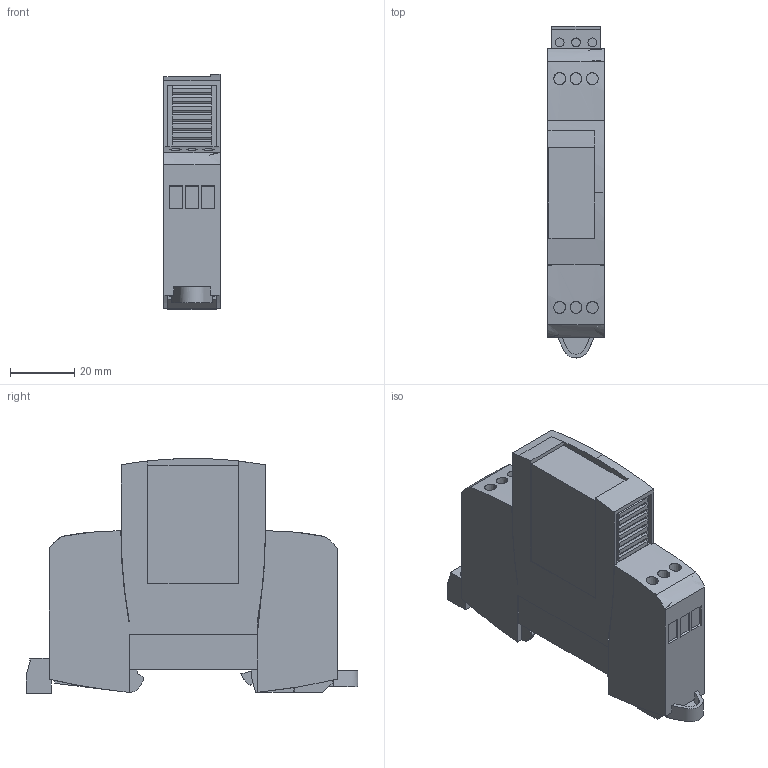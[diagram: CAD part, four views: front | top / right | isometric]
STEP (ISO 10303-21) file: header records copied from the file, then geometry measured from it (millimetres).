
FILE_DESCRIPTION (( 'STEP AP203' ), '1' );
FILE_NAME ('953202.step', '2021-03-03T20:12:34', ( '' ), ( '' ), 'SwSTEP 2.0', 'SolidWorks 2019', '' );
FILE_SCHEMA (( 'CONFIG_CONTROL_DESIGN' ));
Length unit declared in the file: inch
Products named in the file (1): 953202
Bounding box: 17.5 x 103.61 x 73.35 mm (x, y, z)
Volume: 89055.7 mm3; surface area: 17554 mm2
Topology: 1 solids, 1 shells, 255 faces, 718 edges, 481 vertices
Faces by surface type: plane 198, cylinder 38, cone 12, bspline 7
Entity records: 9810 total; most frequent: CARTESIAN_POINT 3578, ORIENTED_EDGE 1426, DIRECTION 1023, EDGE_CURVE 713, VERTEX_POINT 481, VECTOR 449, LINE 449, AXIS2_PLACEMENT_3D 287
